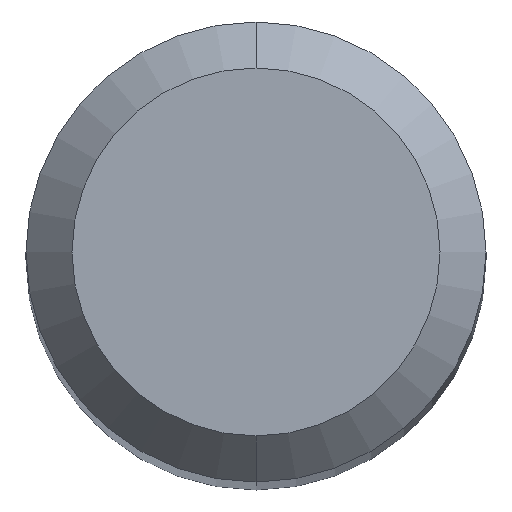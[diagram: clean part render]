
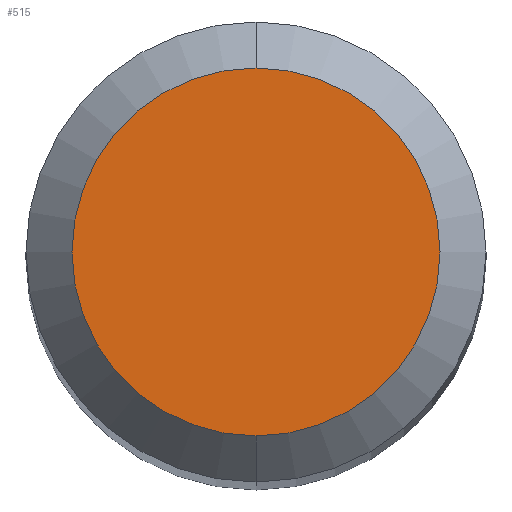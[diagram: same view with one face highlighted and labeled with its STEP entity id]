
A CAD part, top view. The second image highlights one B-rep face of the part: STEP entity #515.
In plain terms, the highlighted planar face has unit normal (0, 0, 1).
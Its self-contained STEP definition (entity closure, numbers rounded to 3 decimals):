
#515=ADVANCED_FACE('',(#1129),#1130,.T.);
#689=VERTEX_POINT('',#1321);
#745=EDGE_CURVE('',#689,#761,#1380,.T.);
#761=VERTEX_POINT('',#1396);
#869=EDGE_CURVE('',#761,#689,#1516,.T.);
#1129=FACE_OUTER_BOUND('',#3893,.T.);
#1130=PLANE('',#3894);
#1321=CARTESIAN_POINT('',(0.,-1.2,0.0));
#1380=CIRCLE('',#6103,1.2);
#1396=CARTESIAN_POINT('',(0.0,1.2,0.0));
#1516=CIRCLE('',#6750,1.2);
#3893=EDGE_LOOP('',(#7057,#7058));
#3894=AXIS2_PLACEMENT_3D('',#7059,#7060,#7061);
#6103=AXIS2_PLACEMENT_3D('',#7279,#7280,#7281);
#6750=AXIS2_PLACEMENT_3D('',#7451,#7452,#7453);
#7057=ORIENTED_EDGE('',*,*,#869,.F.);
#7058=ORIENTED_EDGE('',*,*,#745,.F.);
#7059=CARTESIAN_POINT('',(0.0,0.6,0.0));
#7060=DIRECTION('',(-0.0,0.0,1.0));
#7061=DIRECTION('',(0.0,-1.0,0.0));
#7279=CARTESIAN_POINT('',(0.0,0.0,0.0));
#7280=DIRECTION('',(0.0,0.0,-1.0));
#7281=DIRECTION('',(0.0,1.0,0.0));
#7451=CARTESIAN_POINT('',(0.0,0.0,0.0));
#7452=DIRECTION('',(0.0,0.0,-1.0));
#7453=DIRECTION('',(0.0,1.0,0.0));
